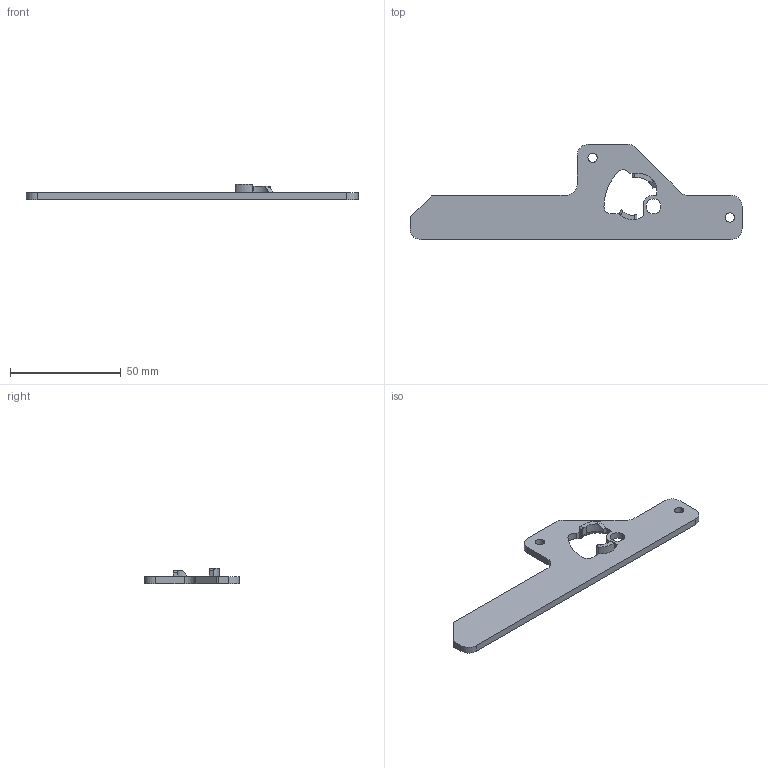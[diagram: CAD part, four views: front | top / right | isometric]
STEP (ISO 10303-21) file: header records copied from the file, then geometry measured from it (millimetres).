
FILE_DESCRIPTION (( 'STEP AP203' ), '1' );
FILE_NAME ('sone3D.STEP', '2014-09-01T07:28:51', ( '' ), ( '' ), 'SwSTEP 2.0', 'SolidWorks 2012', '' );
FILE_SCHEMA (( 'CONFIG_CONTROL_DESIGN' ));
Length unit declared in the file: millimetre
Products named in the file (1): sone3D
Bounding box: 150 x 43 x 7 mm (x, y, z)
Volume: 10911.5 mm3; surface area: 8429.2 mm2
Topology: 1 solids, 1 shells, 56 faces, 152 edges, 98 vertices
Faces by surface type: cylinder 29, plane 25, torus 2
Entity records: 1928 total; most frequent: CARTESIAN_POINT 396, DIRECTION 309, ORIENTED_EDGE 304, EDGE_CURVE 152, AXIS2_PLACEMENT_3D 111, VERTEX_POINT 98, LINE 87, VECTOR 87
